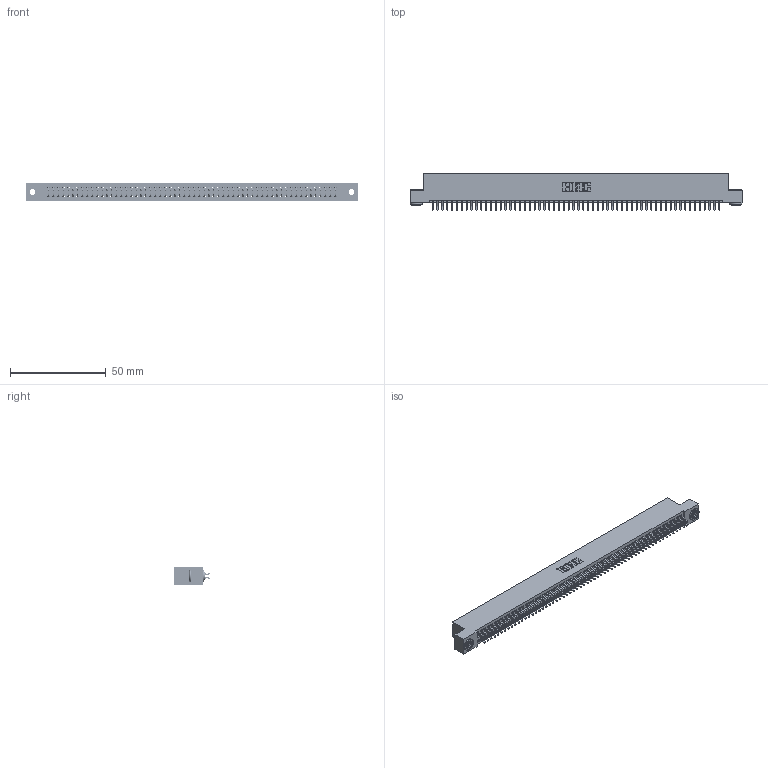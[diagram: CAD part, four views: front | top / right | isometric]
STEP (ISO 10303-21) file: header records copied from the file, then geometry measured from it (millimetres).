
FILE_DESCRIPTION (( 'STEP AP203' ), '1' );
FILE_NAME ('395-120-556-203.STEP', '2018-12-03T15:12:53', ( '' ), ( '' ), 'SwSTEP 2.0', 'SolidWorks 2016', '' );
FILE_SCHEMA (( 'CONFIG_CONTROL_DESIGN' ));
Length unit declared in the file: inch
Products named in the file (4): 345 Part_Flush Mounting Lugs - 0.156 Dia-TH; 395-120-556-203; 345-250-002_345-250-002-102; 345-292-001_556 Tail
Assembly tree (123 placements, depth 2):
  395-120-556-203
    345 Part_Flush Mounting Lugs - 0.156 Dia-TH
    345-292-001_556 Tail  x120
    345-250-002_345-250-002-102  x2
Bounding box: 173.61 x 19.24 x 9.4 mm (x, y, z)
Volume: 17046.3 mm3; surface area: 25645.7 mm2
Topology: 123 solids, 123 shells, 6884 faces, 20457 edges, 13474 vertices
Faces by surface type: plane 4530, cylinder 2346, cone 8
Entity records: 45524 total; most frequent: CARTESIAN_POINT 7603, ORIENTED_EDGE 7518, DIRECTION 6701, EDGE_CURVE 3759, VECTOR 3355, LINE 3355, VERTEX_POINT 2502, AXIS2_PLACEMENT_3D 1673
